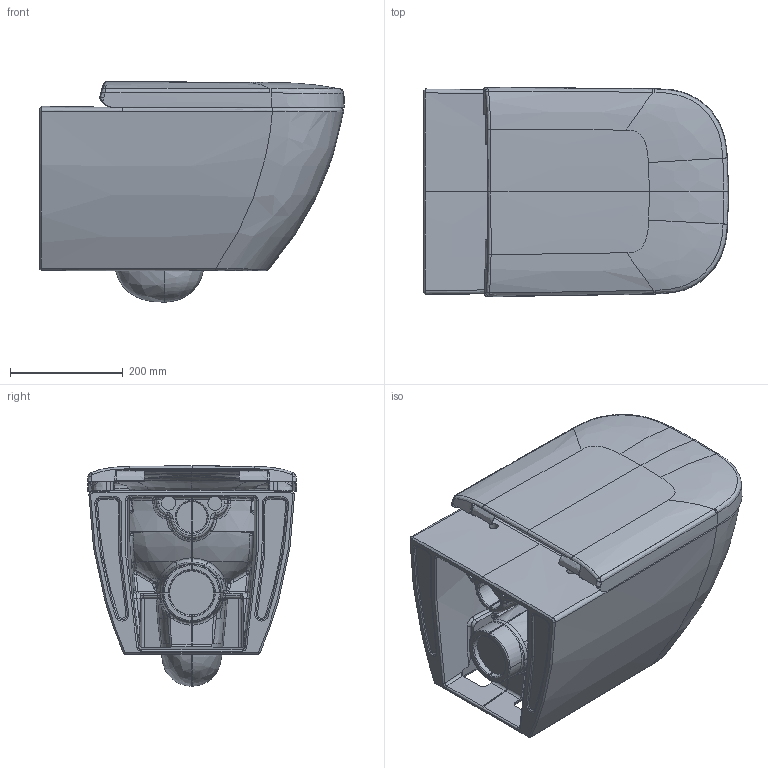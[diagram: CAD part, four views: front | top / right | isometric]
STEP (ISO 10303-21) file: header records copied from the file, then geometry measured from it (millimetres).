
FILE_DESCRIPTION((''),'2;1');
FILE_NAME('222209.stp','2014-11-05T16:28:42',('Administrator'),(''),'Autodesk Inventor 2011','Autodesk Inventor 2011','');
FILE_SCHEMA(('CONFIG_CONTROL_DESIGN'));
Length unit declared in the file: millimetre
Products named in the file (5): 222209; 006451; 006451 Deckel; 006451 Sitz
Assembly tree (4 placements, depth 3):
  222209
    222209
    006451
      006451 Deckel
      006451 Sitz
Bounding box: 541.73 x 371.75 x 391.27 mm (x, y, z)
Volume: 22554278.3 mm3; surface area: 2151461 mm2
Topology: 3 solids, 5 shells, 1309 faces, 3316 edges, 1986 vertices
Faces by surface type: bspline 1138, plane 79, cylinder 43, sphere 41, cone 5, torus 3
Full cylindrical faces by diameter (mm): 16 x2, 25 x2
Entity records: 263380 total; most frequent: CARTESIAN_POINT 238420, ORIENTED_EDGE 6474, EDGE_CURVE 3276, B_SPLINE_CURVE_WITH_KNOTS 2110, DIRECTION 2075, VERTEX_POINT 1973, EDGE_LOOP 1326, FACE_OUTER_BOUND 1308
